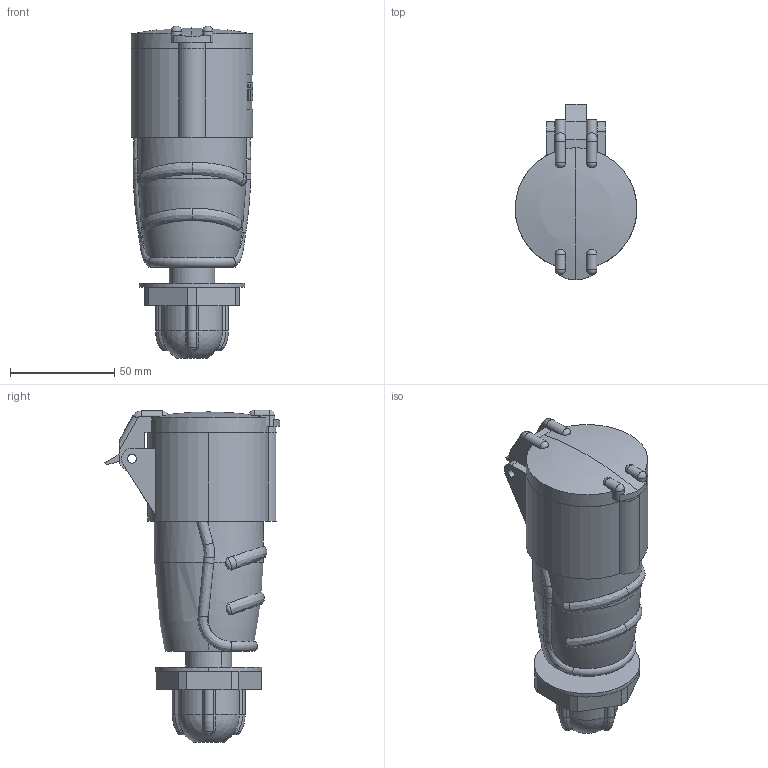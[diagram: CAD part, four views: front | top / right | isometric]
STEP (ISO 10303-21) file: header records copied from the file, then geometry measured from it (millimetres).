
FILE_DESCRIPTION (( 'STEP AP214' ), '1' );
FILE_NAME ('PSN22-016-4 MAGNUM Ðîçåòêà ïåðåíîñ. ÑÑÈ-214 16À-6÷ 380Â 3P+PE IP44 IEK.STEP', '2025-09-01T13:06:22', ( '' ), ( '' ), 'SwSTEP 2.0', 'SolidWorks 2022', '' );
FILE_SCHEMA (( 'AUTOMOTIVE_DESIGN' ));
Length unit declared in the file: millimetre
Products named in the file (1): PSN22-016-4 MAGNUM Розетка перенос. ССИ-214 16А-6ч 380В 3P+PE IP44 IEK
Bounding box: 58.4 x 84.47 x 159.47 mm (x, y, z)
Volume: 198730.2 mm3; surface area: 73826.8 mm2
Topology: 10 solids, 10 shells, 638 faces, 1617 edges, 1022 vertices
Faces by surface type: plane 326, cylinder 183, bspline 51, cone 45, torus 19, sphere 14
Entity records: 24619 total; most frequent: CARTESIAN_POINT 9436, ORIENTED_EDGE 3158, DIRECTION 3071, EDGE_CURVE 1579, AXIS2_PLACEMENT_3D 1093, VERTEX_POINT 1015, VECTOR 885, LINE 885
